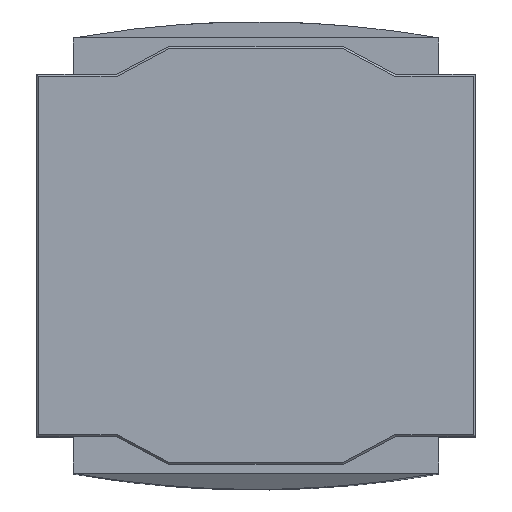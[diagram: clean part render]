
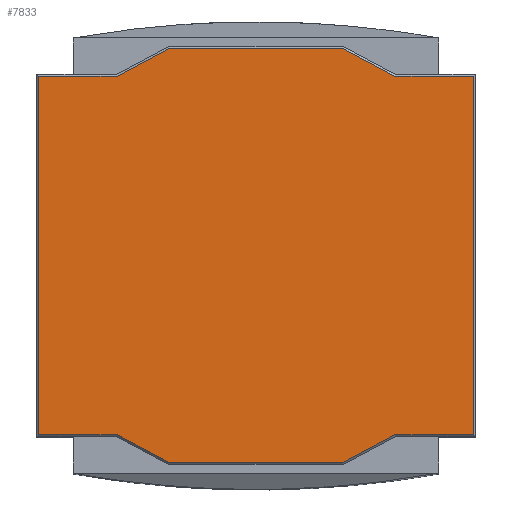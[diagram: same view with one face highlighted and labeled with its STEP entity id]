
A CAD part, top view. The second image highlights one B-rep face of the part: STEP entity #7833.
In plain terms, the highlighted planar face has unit normal (0, 0, 1).
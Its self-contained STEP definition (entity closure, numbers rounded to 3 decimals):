
#147=PLANE('',#17585);
#783=FACE_OUTER_BOUND('',#1828,.F.);
#1828=EDGE_LOOP('',(#3044,#3045,#3046,#3047,#3048,#3049,#3050,#3051,#3052,
#3053,#3054,#3055));
#3044=ORIENTED_EDGE('',*,*,#15416,.T.);
#3045=ORIENTED_EDGE('',*,*,#15418,.T.);
#3046=ORIENTED_EDGE('',*,*,#15420,.T.);
#3047=ORIENTED_EDGE('',*,*,#15423,.T.);
#3048=ORIENTED_EDGE('',*,*,#15424,.T.);
#3049=ORIENTED_EDGE('',*,*,#15406,.T.);
#3050=ORIENTED_EDGE('',*,*,#15425,.T.);
#3051=ORIENTED_EDGE('',*,*,#15402,.T.);
#3052=ORIENTED_EDGE('',*,*,#15408,.T.);
#3053=ORIENTED_EDGE('',*,*,#15410,.T.);
#3054=ORIENTED_EDGE('',*,*,#15421,.T.);
#3055=ORIENTED_EDGE('',*,*,#15413,.T.);
#7833=ADVANCED_FACE('',(#783),#147,.T.);
#11605=LINE('',#31110,#12962);
#11609=LINE('',#31114,#12966);
#11611=LINE('',#31116,#12968);
#11613=LINE('',#31118,#12970);
#11616=LINE('',#31121,#12973);
#11619=LINE('',#31124,#12976);
#11621=LINE('',#31126,#12978);
#11623=LINE('',#31128,#12980);
#11624=LINE('',#31129,#12981);
#11626=LINE('',#31131,#12983);
#11627=LINE('',#31132,#12984);
#11628=LINE('',#31133,#12985);
#12962=VECTOR('',#21046,11.313);
#12966=VECTOR('',#21050,11.313);
#12968=VECTOR('',#21052,8.5);
#12970=VECTOR('',#21054,24.875);
#12973=VECTOR('',#21057,11.313);
#12976=VECTOR('',#21060,51.5);
#12978=VECTOR('',#21062,11.313);
#12980=VECTOR('',#21064,8.5);
#12981=VECTOR('',#21065,8.5);
#12983=VECTOR('',#21067,24.875);
#12984=VECTOR('',#21068,8.5);
#12985=VECTOR('',#21069,51.5);
#15402=EDGE_CURVE('',#15503,#15504,#11605,.T.);
#15406=EDGE_CURVE('',#15502,#15501,#11609,.T.);
#15408=EDGE_CURVE('',#15504,#15500,#11611,.T.);
#15410=EDGE_CURVE('',#15500,#15499,#11613,.T.);
#15413=EDGE_CURVE('',#15498,#15497,#11616,.T.);
#15416=EDGE_CURVE('',#15497,#15496,#11619,.T.);
#15418=EDGE_CURVE('',#15496,#15495,#11621,.T.);
#15420=EDGE_CURVE('',#15495,#15494,#11623,.T.);
#15421=EDGE_CURVE('',#15499,#15498,#11624,.T.);
#15423=EDGE_CURVE('',#15494,#15493,#11626,.T.);
#15424=EDGE_CURVE('',#15493,#15502,#11627,.T.);
#15425=EDGE_CURVE('',#15501,#15503,#11628,.T.);
#15493=VERTEX_POINT('',#23131);
#15494=VERTEX_POINT('',#23132);
#15495=VERTEX_POINT('',#23133);
#15496=VERTEX_POINT('',#23134);
#15497=VERTEX_POINT('',#23135);
#15498=VERTEX_POINT('',#23136);
#15499=VERTEX_POINT('',#23137);
#15500=VERTEX_POINT('',#23138);
#15501=VERTEX_POINT('',#23139);
#15502=VERTEX_POINT('',#23140);
#15503=VERTEX_POINT('',#23141);
#15504=VERTEX_POINT('',#23142);
#17585=AXIS2_PLACEMENT_3D('',#31225,#21208,#21209);
#21046=DIRECTION('',(1.,0.,0.));
#21050=DIRECTION('',(-1.,0.,0.));
#21052=DIRECTION('',(0.882,0.471,0.));
#21054=DIRECTION('',(1.,0.,0.));
#21057=DIRECTION('',(1.,0.,0.));
#21060=DIRECTION('',(0.,-1.,0.));
#21062=DIRECTION('',(-1.,0.,0.));
#21064=DIRECTION('',(-0.882,-0.471,0.));
#21065=DIRECTION('',(0.882,-0.471,0.));
#21067=DIRECTION('',(-1.,0.,0.));
#21068=DIRECTION('',(-0.882,0.471,0.));
#21069=DIRECTION('',(0.,1.,0.));
#21208=DIRECTION('',(0.,0.,1.));
#21209=DIRECTION('',(1.,0.,0.));
#23131=CARTESIAN_POINT('',(-12.438,-29.75,37.5));
#23132=CARTESIAN_POINT('',(12.438,-29.75,37.5));
#23133=CARTESIAN_POINT('',(19.938,-25.75,37.5));
#23134=CARTESIAN_POINT('',(31.25,-25.75,37.5));
#23135=CARTESIAN_POINT('',(31.25,25.75,37.5));
#23136=CARTESIAN_POINT('',(19.938,25.75,37.5));
#23137=CARTESIAN_POINT('',(12.438,29.75,37.5));
#23138=CARTESIAN_POINT('',(-12.438,29.75,37.5));
#23139=CARTESIAN_POINT('',(-31.25,-25.75,37.5));
#23140=CARTESIAN_POINT('',(-19.937,-25.75,37.5));
#23141=CARTESIAN_POINT('',(-31.25,25.75,37.5));
#23142=CARTESIAN_POINT('',(-19.938,25.75,37.5));
#31110=CARTESIAN_POINT('',(-31.25,25.75,37.5));
#31114=CARTESIAN_POINT('',(-19.937,-25.75,37.5));
#31116=CARTESIAN_POINT('',(-19.938,25.75,37.5));
#31118=CARTESIAN_POINT('',(-12.438,29.75,37.5));
#31121=CARTESIAN_POINT('',(19.938,25.75,37.5));
#31124=CARTESIAN_POINT('',(31.25,25.75,37.5));
#31126=CARTESIAN_POINT('',(31.25,-25.75,37.5));
#31128=CARTESIAN_POINT('',(19.938,-25.75,37.5));
#31129=CARTESIAN_POINT('',(12.438,29.75,37.5));
#31131=CARTESIAN_POINT('',(12.438,-29.75,37.5));
#31132=CARTESIAN_POINT('',(-12.438,-29.75,37.5));
#31133=CARTESIAN_POINT('',(-31.25,-25.75,37.5));
#31225=CARTESIAN_POINT('',(-34.375,-32.875,37.5));
